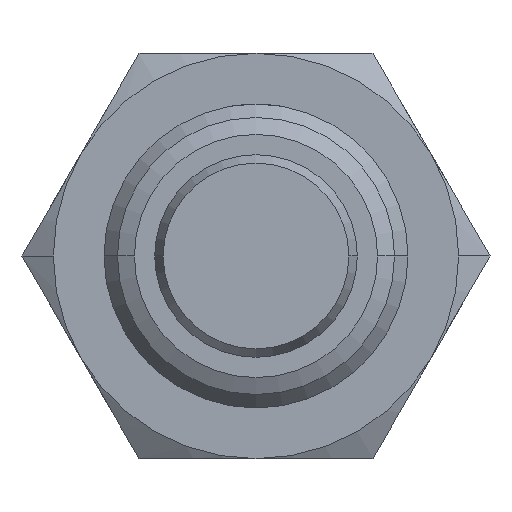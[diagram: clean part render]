
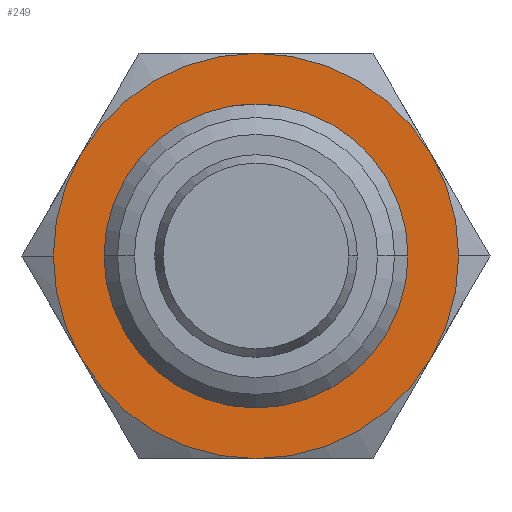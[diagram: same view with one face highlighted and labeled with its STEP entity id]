
A CAD part, front view. The second image highlights one B-rep face of the part: STEP entity #249.
In plain terms, the highlighted planar face has unit normal (0, -1, 0).
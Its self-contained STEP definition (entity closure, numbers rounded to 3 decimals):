
#249=ADVANCED_FACE('',(#418,#419),#420,.T.);
#418=FACE_OUTER_BOUND('',#594,.T.);
#419=FACE_BOUND('',#595,.T.);
#420=PLANE('',#596);
#594=EDGE_LOOP('',(#1149,#1150,#1151,#1152,#1153,#1154,#1155,#1156));
#595=EDGE_LOOP('',(#1157,#1158));
#596=AXIS2_PLACEMENT_3D('',#1159,#1160,#1161);
#1149=ORIENTED_EDGE('',*,*,#1365,.F.);
#1150=ORIENTED_EDGE('',*,*,#1351,.F.);
#1151=ORIENTED_EDGE('',*,*,#1354,.F.);
#1152=ORIENTED_EDGE('',*,*,#1356,.F.);
#1153=ORIENTED_EDGE('',*,*,#1349,.F.);
#1154=ORIENTED_EDGE('',*,*,#1360,.F.);
#1155=ORIENTED_EDGE('',*,*,#1363,.F.);
#1156=ORIENTED_EDGE('',*,*,#1345,.F.);
#1157=ORIENTED_EDGE('',*,*,#1385,.T.);
#1158=ORIENTED_EDGE('',*,*,#1329,.T.);
#1159=CARTESIAN_POINT('',(10.5,-8.0,0.0));
#1160=DIRECTION('',(0.0,-1.0,0.0));
#1161=DIRECTION('',(-1.0,0.0,0.0));
#1329=EDGE_CURVE('',#1570,#1567,#1571,.T.);
#1345=EDGE_CURVE('',#1597,#1600,#1601,.T.);
#1349=EDGE_CURVE('',#1606,#1604,#1608,.T.);
#1351=EDGE_CURVE('',#1610,#1612,#1613,.T.);
#1354=EDGE_CURVE('',#1616,#1610,#1618,.T.);
#1356=EDGE_CURVE('',#1604,#1616,#1620,.T.);
#1360=EDGE_CURVE('',#1624,#1606,#1626,.T.);
#1363=EDGE_CURVE('',#1600,#1624,#1630,.T.);
#1365=EDGE_CURVE('',#1612,#1597,#1632,.T.);
#1385=EDGE_CURVE('',#1567,#1570,#1660,.T.);
#1567=VERTEX_POINT('',#2176);
#1570=VERTEX_POINT('',#2180);
#1571=CIRCLE('',#2181,9.0);
#1597=VERTEX_POINT('',#2236);
#1600=VERTEX_POINT('',#2240);
#1601=CIRCLE('',#2241,12.0);
#1604=VERTEX_POINT('',#2255);
#1606=VERTEX_POINT('',#2258);
#1608=CIRCLE('',#2271,12.0);
#1610=VERTEX_POINT('',#2273);
#1612=VERTEX_POINT('',#2286);
#1613=CIRCLE('',#2287,12.0);
#1616=VERTEX_POINT('',#2301);
#1618=CIRCLE('',#2314,12.0);
#1620=CIRCLE('',#2327,12.0);
#1624=VERTEX_POINT('',#2353);
#1626=CIRCLE('',#2366,12.0);
#1630=CIRCLE('',#2392,12.0);
#1632=CIRCLE('',#2405,12.0);
#1660=CIRCLE('',#2543,9.0);
#2176=CARTESIAN_POINT('',(9.0,-8.0,0.0));
#2180=CARTESIAN_POINT('',(-9.0,-8.0,0.));
#2181=AXIS2_PLACEMENT_3D('',#2743,#2744,#2745);
#2236=CARTESIAN_POINT('',(12.0,-8.0,0.));
#2240=CARTESIAN_POINT('',(10.392,-8.0,-6.0));
#2241=AXIS2_PLACEMENT_3D('',#2769,#2770,#2771);
#2255=CARTESIAN_POINT('',(-12.0,-8.0,0.));
#2258=CARTESIAN_POINT('',(-10.392,-8.0,-6.0));
#2271=AXIS2_PLACEMENT_3D('',#2773,#2774,#2775);
#2273=CARTESIAN_POINT('',(0.,-8.0,12.0));
#2286=CARTESIAN_POINT('',(10.392,-8.0,6.0));
#2287=AXIS2_PLACEMENT_3D('',#2776,#2777,#2778);
#2301=CARTESIAN_POINT('',(-10.392,-8.0,6.0));
#2314=AXIS2_PLACEMENT_3D('',#2779,#2780,#2781);
#2327=AXIS2_PLACEMENT_3D('',#2782,#2783,#2784);
#2353=CARTESIAN_POINT('',(0.0,-8.0,-12.0));
#2366=AXIS2_PLACEMENT_3D('',#2785,#2786,#2787);
#2392=AXIS2_PLACEMENT_3D('',#2788,#2789,#2790);
#2405=AXIS2_PLACEMENT_3D('',#2791,#2792,#2793);
#2543=AXIS2_PLACEMENT_3D('',#2821,#2822,#2823);
#2743=CARTESIAN_POINT('',(0.0,-8.0,0.0));
#2744=DIRECTION('',(0.0,1.0,0.0));
#2745=DIRECTION('',(1.0,0.0,0.0));
#2769=CARTESIAN_POINT('',(0.0,-8.0,0.0));
#2770=DIRECTION('',(0.0,1.0,0.0));
#2771=DIRECTION('',(1.0,0.0,0.0));
#2773=CARTESIAN_POINT('',(0.0,-8.0,0.0));
#2774=DIRECTION('',(0.0,1.0,0.0));
#2775=DIRECTION('',(1.0,0.0,0.0));
#2776=CARTESIAN_POINT('',(0.0,-8.0,0.0));
#2777=DIRECTION('',(0.0,1.0,0.0));
#2778=DIRECTION('',(1.0,0.0,0.0));
#2779=CARTESIAN_POINT('',(0.0,-8.0,0.0));
#2780=DIRECTION('',(0.0,1.0,0.0));
#2781=DIRECTION('',(1.0,0.0,0.0));
#2782=CARTESIAN_POINT('',(0.0,-8.0,0.0));
#2783=DIRECTION('',(0.0,1.0,0.0));
#2784=DIRECTION('',(1.0,0.0,0.0));
#2785=CARTESIAN_POINT('',(0.0,-8.0,0.0));
#2786=DIRECTION('',(0.0,1.0,0.0));
#2787=DIRECTION('',(1.0,0.0,0.0));
#2788=CARTESIAN_POINT('',(0.0,-8.0,0.0));
#2789=DIRECTION('',(0.0,1.0,0.0));
#2790=DIRECTION('',(1.0,0.0,0.0));
#2791=CARTESIAN_POINT('',(0.0,-8.0,0.0));
#2792=DIRECTION('',(0.0,1.0,0.0));
#2793=DIRECTION('',(1.0,0.0,0.0));
#2821=CARTESIAN_POINT('',(0.0,-8.0,0.0));
#2822=DIRECTION('',(0.0,1.0,0.0));
#2823=DIRECTION('',(1.0,0.0,0.0));
